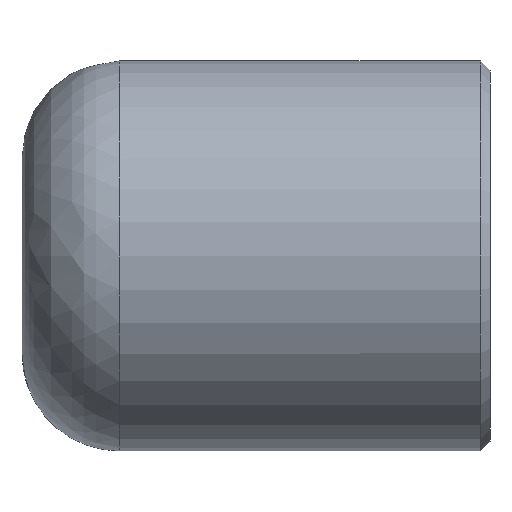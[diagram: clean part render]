
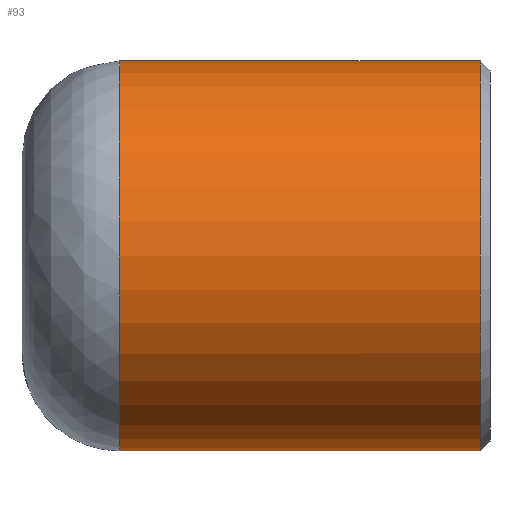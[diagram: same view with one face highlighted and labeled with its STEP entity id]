
A CAD part, left-side view. The second image highlights one B-rep face of the part: STEP entity #93.
In plain terms, the highlighted cylindrical face has radius 10 mm (diameter 20 mm), a full revolution.
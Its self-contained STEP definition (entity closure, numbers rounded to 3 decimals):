
#20=CYLINDRICAL_SURFACE('',#116,10.);
#23=FACE_OUTER_BOUND('',#30,.T.);
#30=EDGE_LOOP('',(#73,#74,#75,#76,#77));
#38=LINE('',#171,#41);
#41=VECTOR('',#140,10.);
#43=CIRCLE('',#114,10.);
#45=CIRCLE('',#117,10.);
#46=CIRCLE('',#118,10.);
#51=VERTEX_POINT('',#162);
#53=VERTEX_POINT('',#168);
#54=VERTEX_POINT('',#169);
#58=EDGE_CURVE('',#51,#51,#43,.T.);
#61=EDGE_CURVE('',#53,#54,#45,.T.);
#62=EDGE_CURVE('',#53,#51,#38,.T.);
#63=EDGE_CURVE('',#54,#53,#46,.T.);
#73=ORIENTED_EDGE('',*,*,#61,.F.);
#74=ORIENTED_EDGE('',*,*,#62,.T.);
#75=ORIENTED_EDGE('',*,*,#58,.F.);
#76=ORIENTED_EDGE('',*,*,#62,.F.);
#77=ORIENTED_EDGE('',*,*,#63,.F.);
#93=ADVANCED_FACE('',(#23),#20,.T.);
#114=AXIS2_PLACEMENT_3D('',#163,#131,#132);
#116=AXIS2_PLACEMENT_3D('',#167,#136,#137);
#117=AXIS2_PLACEMENT_3D('',#170,#138,#139);
#118=AXIS2_PLACEMENT_3D('',#172,#141,#142);
#131=DIRECTION('center_axis',(0.,-1.,0.));
#132=DIRECTION('ref_axis',(1.,0.,0.));
#136=DIRECTION('center_axis',(0.,1.,0.));
#137=DIRECTION('ref_axis',(1.,0.,0.));
#138=DIRECTION('center_axis',(0.,1.,0.));
#139=DIRECTION('ref_axis',(-1.,0.,0.));
#140=DIRECTION('',(0.,-1.,0.));
#141=DIRECTION('center_axis',(0.,1.,0.));
#142=DIRECTION('ref_axis',(-1.,0.,0.));
#162=CARTESIAN_POINT('',(-10.,0.5,0.));
#163=CARTESIAN_POINT('Origin',(0.,0.5,0.));
#167=CARTESIAN_POINT('Origin',(0.,0.,0.));
#168=CARTESIAN_POINT('',(-10.,19.,0.));
#169=CARTESIAN_POINT('',(0.,19.,-10.));
#170=CARTESIAN_POINT('Origin',(0.,19.,0.));
#171=CARTESIAN_POINT('',(-10.,0.,0.));
#172=CARTESIAN_POINT('Origin',(0.,19.,0.));
